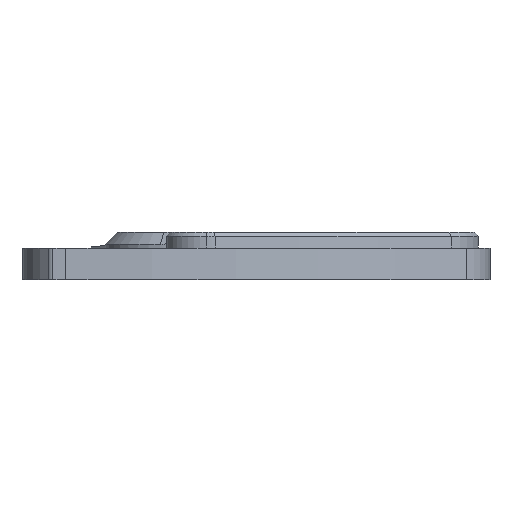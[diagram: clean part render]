
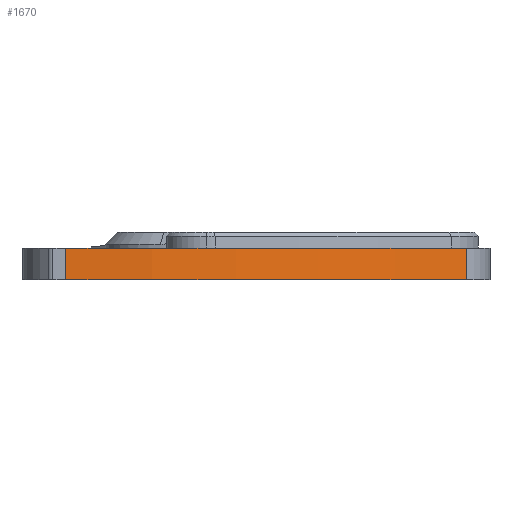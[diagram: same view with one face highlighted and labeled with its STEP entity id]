
A CAD part, left-side view. The second image highlights one B-rep face of the part: STEP entity #1670.
In plain terms, the highlighted cylindrical face has radius 82.55 mm (diameter 165.1 mm), a partial arc.
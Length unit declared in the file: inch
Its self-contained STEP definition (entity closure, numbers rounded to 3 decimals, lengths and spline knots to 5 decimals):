
#263 = AXIS2_PLACEMENT_3D ( 'NONE', #4121, #1198, #2838 ) ;
#390 = AXIS2_PLACEMENT_3D ( 'NONE', #2683, #1406, #428 ) ;
#428 = DIRECTION ( 'NONE',  ( 1., 0., 0. ) ) ;
#744 = CARTESIAN_POINT ( 'NONE',  ( 0.72559, -2.21048, 0. ) ) ;
#766 = LINE ( 'NONE', #3412, #3833 ) ;
#839 = VERTEX_POINT ( 'NONE', #2649 ) ;
#1142 = DIRECTION ( 'NONE',  ( 0., 0., -1. ) ) ;
#1165 = CARTESIAN_POINT ( 'NONE',  ( 0.05, -0.22681, 0.157 ) ) ;
#1198 = DIRECTION ( 'NONE',  ( 0., 0., -1. ) ) ;
#1406 = DIRECTION ( 'NONE',  ( 0., 0., 1. ) ) ;
#1421 = VERTEX_POINT ( 'NONE', #1554 ) ;
#1554 = CARTESIAN_POINT ( 'NONE',  ( 0.05, -0.22681, 0.157 ) ) ;
#1624 = DIRECTION ( 'NONE',  ( 1., 0., 0. ) ) ;
#1670 = ADVANCED_FACE ( 'NONE', ( #2813 ), #3822, .T. ) ;
#1869 = ORIENTED_EDGE ( 'NONE', *, *, #3139, .F. ) ;
#1899 = VECTOR ( 'NONE', #1142, 39.37008 ) ;
#2096 = CIRCLE ( 'NONE', #390, 3.25 ) ;
#2270 = CARTESIAN_POINT ( 'NONE',  ( 3.3, -0.22681, 0.157 ) ) ;
#2365 = CARTESIAN_POINT ( 'NONE',  ( 0.72559, -2.21048, 0.157 ) ) ;
#2386 = ORIENTED_EDGE ( 'NONE', *, *, #3855, .T. ) ;
#2649 = CARTESIAN_POINT ( 'NONE',  ( 0.05, -0.22681, 0. ) ) ;
#2683 = CARTESIAN_POINT ( 'NONE',  ( 3.3, -0.22681, 0. ) ) ;
#2813 = FACE_OUTER_BOUND ( 'NONE', #3744, .T. ) ;
#2838 = DIRECTION ( 'NONE',  ( -1., 0., 0. ) ) ;
#2930 = DIRECTION ( 'NONE',  ( 0., 0., 1. ) ) ;
#3117 = AXIS2_PLACEMENT_3D ( 'NONE', #2270, #2930, #1624 ) ;
#3139 = EDGE_CURVE ( 'NONE', #4103, #4132, #766, .T. ) ;
#3368 = DIRECTION ( 'NONE',  ( 0., 0., -1. ) ) ;
#3412 = CARTESIAN_POINT ( 'NONE',  ( 0.72559, -2.21048, 0.157 ) ) ;
#3488 = LINE ( 'NONE', #1165, #1899 ) ;
#3547 = ORIENTED_EDGE ( 'NONE', *, *, #3996, .F. ) ;
#3693 = ORIENTED_EDGE ( 'NONE', *, *, #4163, .T. ) ;
#3744 = EDGE_LOOP ( 'NONE', ( #3547, #2386, #3693, #1869 ) ) ;
#3805 = CIRCLE ( 'NONE', #3117, 3.25 ) ;
#3822 = CYLINDRICAL_SURFACE ( 'NONE', #263, 3.25 ) ;
#3833 = VECTOR ( 'NONE', #3368, 39.37008 ) ;
#3855 = EDGE_CURVE ( 'NONE', #1421, #839, #3488, .T. ) ;
#3996 = EDGE_CURVE ( 'NONE', #1421, #4103, #3805, .T. ) ;
#4103 = VERTEX_POINT ( 'NONE', #2365 ) ;
#4121 = CARTESIAN_POINT ( 'NONE',  ( 3.3, -0.22681, 0.157 ) ) ;
#4132 = VERTEX_POINT ( 'NONE', #744 ) ;
#4163 = EDGE_CURVE ( 'NONE', #839, #4132, #2096, .T. ) ;
